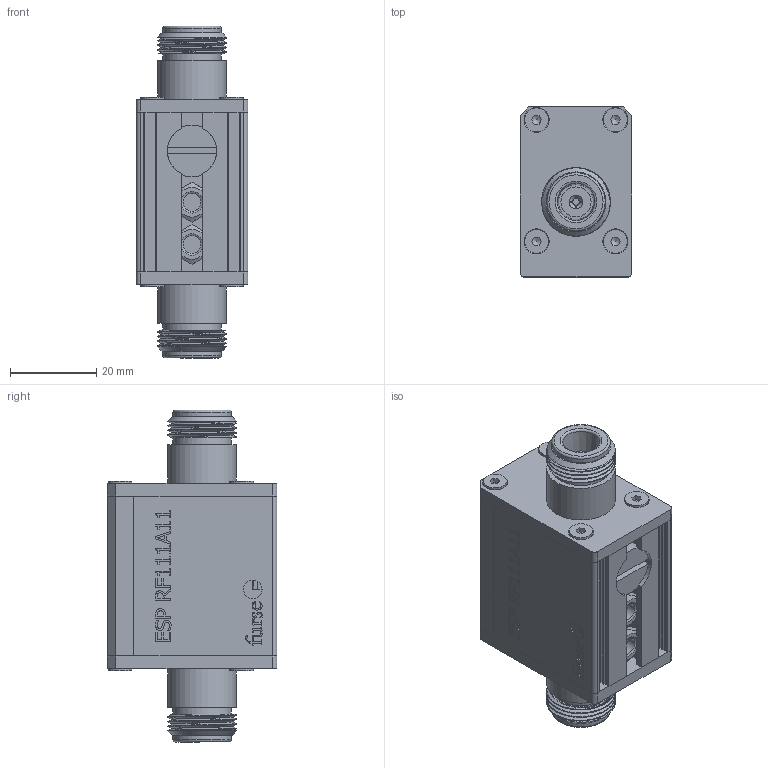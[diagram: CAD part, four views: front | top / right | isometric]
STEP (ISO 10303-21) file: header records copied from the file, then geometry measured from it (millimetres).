
FILE_DESCRIPTION(/* description */ ('ESP RF 111A11 - Combined category D, C, B protector suitable for RF systems using coaxial cables at frequencies between DC and 2.7GHz.'),/* implementation_level */ '2;1');
FILE_NAME(/* name */ 'ESP RF111A11.stp',/* time_stamp */ '2014-02-14T11:58:28+00:00',/* author */ ('N. Brown'),/* organization */ ('W.J.Furse'),/* preprocessor_version */ 'ST-DEVELOPER v15.2',/* originating_system */ 'Autodesk Inventor 2014',/* authorisation */ '');
FILE_SCHEMA (('AUTOMOTIVE_DESIGN { 1 0 10303 214 3 1 1 }'));
Length unit declared in the file: centimetre
Products named in the file (1): ESP RF111A11
Bounding box: 25.8 x 39.3 x 76.8 mm (x, y, z)
Volume: 28589.9 mm3; surface area: 20403 mm2
Topology: 1 solids, 4 shells, 719 faces, 1967 edges, 1294 vertices
Faces by surface type: plane 481, bspline 95, cylinder 75, cone 64, torus 4
Full cylindrical faces by diameter (mm): 0.96 x2, 3 x8, 3.1 x8, 3.15 x4, 4.134 x2, 5.54 x8, 6.95 x2, 7.76 x1, 7.8 x2, 11.459 x1, 13.5 x4, 15.875 x2
Entity records: 26735 total; most frequent: CARTESIAN_POINT 9150, ORIENTED_EDGE 3628, DIRECTION 3026, EDGE_CURVE 1814, LINE 1268, VECTOR 1268, VERTEX_POINT 1237, EDGE_LOOP 885
